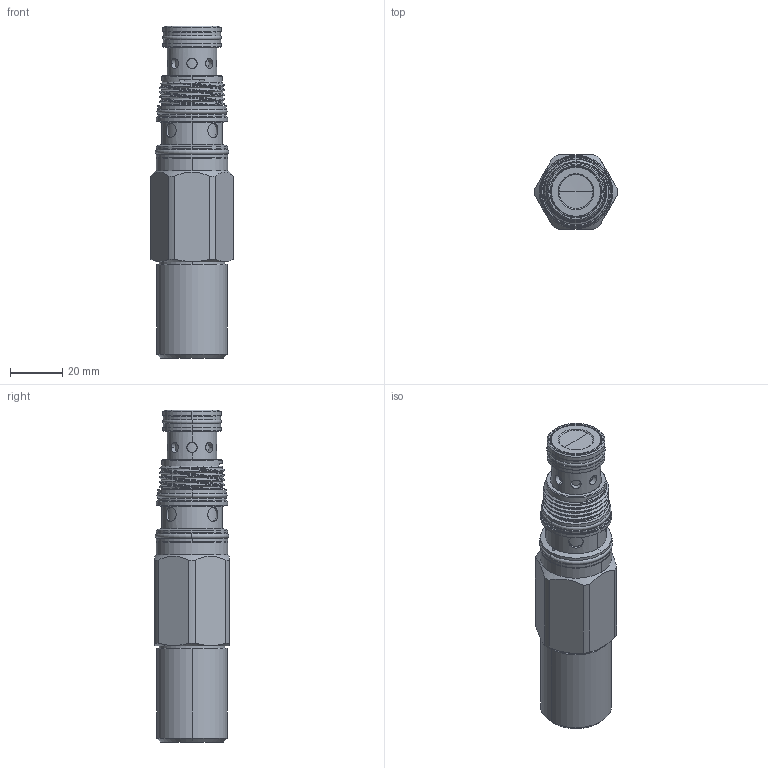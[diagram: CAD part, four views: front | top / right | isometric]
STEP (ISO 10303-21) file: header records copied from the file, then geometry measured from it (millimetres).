
FILE_DESCRIPTION (( 'STEP AP203' ), '1' );
FILE_NAME ('DD2A3Q-CB.STEP', '2024-05-27T00:58:05', ( '' ), ( '' ), 'SwSTEP 2.0', 'SolidWorks 2018', '' );
FILE_SCHEMA (( 'CONFIG_CONTROL_DESIGN' ));
Length unit declared in the file: millimetre
Products named in the file (1): DD2A3Q-CB
Bounding box: 31.59 x 28.57 x 127.17 mm (x, y, z)
Volume: 69044.9 mm3; surface area: 13886.6 mm2
Topology: 1 solids, 1 shells, 283 faces, 661 edges, 417 vertices
Faces by surface type: cylinder 124, plane 100, cone 39, torus 14, bspline 6
Entity records: 10380 total; most frequent: CARTESIAN_POINT 3994, ORIENTED_EDGE 1318, DIRECTION 1277, EDGE_CURVE 659, AXIS2_PLACEMENT_3D 468, VERTEX_POINT 417, LINE 341, VECTOR 341
